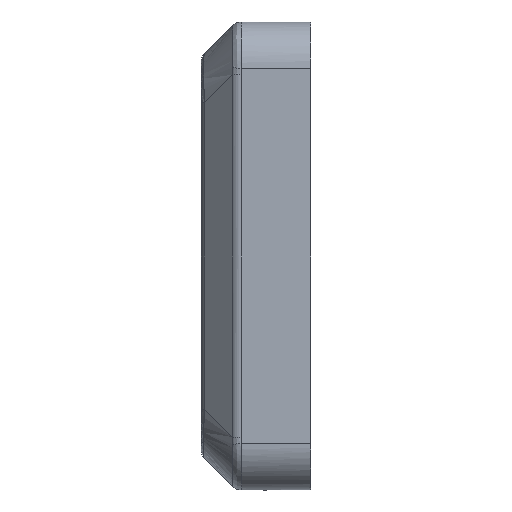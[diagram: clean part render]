
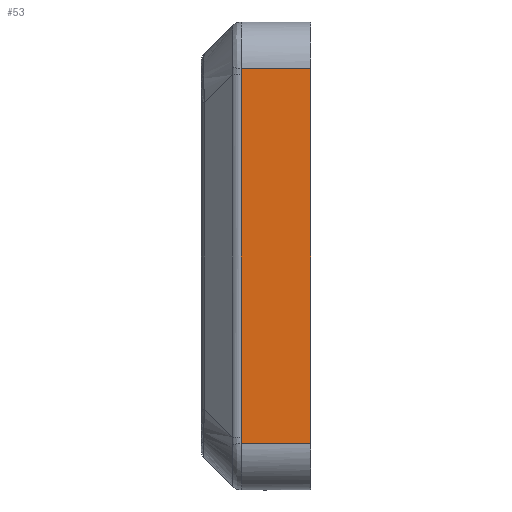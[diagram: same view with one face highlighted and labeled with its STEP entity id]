
A CAD part, front view. The second image highlights one B-rep face of the part: STEP entity #53.
In plain terms, the highlighted planar face has unit normal (0, -1, 0).
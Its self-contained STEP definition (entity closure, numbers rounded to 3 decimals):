
#53=ADVANCED_FACE('',(#190),#2047,.T.);
#190=FACE_OUTER_BOUND('',#328,.T.);
#328=EDGE_LOOP('',(#629,#630,#631,#632,#633,#634));
#629=ORIENTED_EDGE('',*,*,#1252,.F.);
#630=ORIENTED_EDGE('',*,*,#1253,.F.);
#631=ORIENTED_EDGE('',*,*,#1254,.F.);
#632=ORIENTED_EDGE('',*,*,#1255,.F.);
#633=ORIENTED_EDGE('',*,*,#1256,.F.);
#634=ORIENTED_EDGE('',*,*,#1251,.F.);
#1251=EDGE_CURVE('',#1974,#1975,#1555,.T.);
#1252=EDGE_CURVE('',#1976,#1974,#1735,.T.);
#1253=EDGE_CURVE('',#1977,#1976,#1556,.T.);
#1254=EDGE_CURVE('',#1978,#1977,#1557,.T.);
#1255=EDGE_CURVE('',#1979,#1978,#1558,.T.);
#1256=EDGE_CURVE('',#1975,#1979,#1736,.T.);
#1555=B_SPLINE_CURVE_WITH_KNOTS('',1,(#5324,#5325),.UNSPECIFIED.,.F.,.F.,
(2,2),(-31.129,0.),.UNSPECIFIED.);
#1556=B_SPLINE_CURVE_WITH_KNOTS('',1,(#5330,#5331),.UNSPECIFIED.,.F.,.F.,
(2,2),(-5.96,0.),.UNSPECIFIED.);
#1557=B_SPLINE_CURVE_WITH_KNOTS('',1,(#5332,#5333),.UNSPECIFIED.,.F.,.F.,
(2,2),(-32.2,0.),.UNSPECIFIED.);
#1558=B_SPLINE_CURVE_WITH_KNOTS('',1,(#5334,#5335),.UNSPECIFIED.,.F.,.F.,
(2,2),(-5.96,0.),.UNSPECIFIED.);
#1735=(
BOUNDED_CURVE()
B_SPLINE_CURVE(3,(#5326,#5327,#5328,#5329),.UNSPECIFIED.,.F.,.F.)
B_SPLINE_CURVE_WITH_KNOTS((4,4),(-3.751,-3.665),
 .UNSPECIFIED.)
CURVE()
GEOMETRIC_REPRESENTATION_ITEM()
RATIONAL_B_SPLINE_CURVE((1.,0.999,0.999,1.))
REPRESENTATION_ITEM('')
);
#1736=(
BOUNDED_CURVE()
B_SPLINE_CURVE(3,(#5336,#5337,#5338,#5339),.UNSPECIFIED.,.F.,.F.)
B_SPLINE_CURVE_WITH_KNOTS((4,4),(-2.618,-2.533),
 .UNSPECIFIED.)
CURVE()
GEOMETRIC_REPRESENTATION_ITEM()
RATIONAL_B_SPLINE_CURVE((1.,0.999,0.999,1.))
REPRESENTATION_ITEM('')
);
#1974=VERTEX_POINT('',#4850);
#1975=VERTEX_POINT('',#4851);
#1976=VERTEX_POINT('',#4852);
#1977=VERTEX_POINT('',#4853);
#1978=VERTEX_POINT('',#4854);
#1979=VERTEX_POINT('',#4855);
#2047=PLANE('',#2204);
#2204=AXIS2_PLACEMENT_3D('',#2745,#2248,$);
#2248=DIRECTION('',(0.,-1.,0.));
#2745=CARTESIAN_POINT('',(35.415,-19.025,-107.218));
#4850=CARTESIAN_POINT('',(36.015,-19.025,-103.461));
#4851=CARTESIAN_POINT('',(36.015,-19.025,-72.332));
#4852=CARTESIAN_POINT('',(36.041,-19.025,-103.996));
#4853=CARTESIAN_POINT('',(42.001,-19.025,-103.996));
#4854=CARTESIAN_POINT('',(42.001,-19.025,-71.796));
#4855=CARTESIAN_POINT('',(36.041,-19.025,-71.796));
#5324=CARTESIAN_POINT('',(36.015,-19.025,-103.461));
#5325=CARTESIAN_POINT('',(36.015,-19.025,-72.332));
#5326=CARTESIAN_POINT('',(36.041,-19.025,-103.996));
#5327=CARTESIAN_POINT('',(36.024,-19.025,-103.814));
#5328=CARTESIAN_POINT('',(36.015,-19.025,-103.635));
#5329=CARTESIAN_POINT('',(36.015,-19.025,-103.461));
#5330=CARTESIAN_POINT('',(42.001,-19.025,-103.996));
#5331=CARTESIAN_POINT('',(36.041,-19.025,-103.996));
#5332=CARTESIAN_POINT('',(42.001,-19.025,-71.796));
#5333=CARTESIAN_POINT('',(42.001,-19.025,-103.996));
#5334=CARTESIAN_POINT('',(36.041,-19.025,-71.796));
#5335=CARTESIAN_POINT('',(42.001,-19.025,-71.796));
#5336=CARTESIAN_POINT('',(36.015,-19.025,-72.332));
#5337=CARTESIAN_POINT('',(36.015,-19.025,-72.157));
#5338=CARTESIAN_POINT('',(36.024,-19.025,-71.979));
#5339=CARTESIAN_POINT('',(36.041,-19.025,-71.796));
